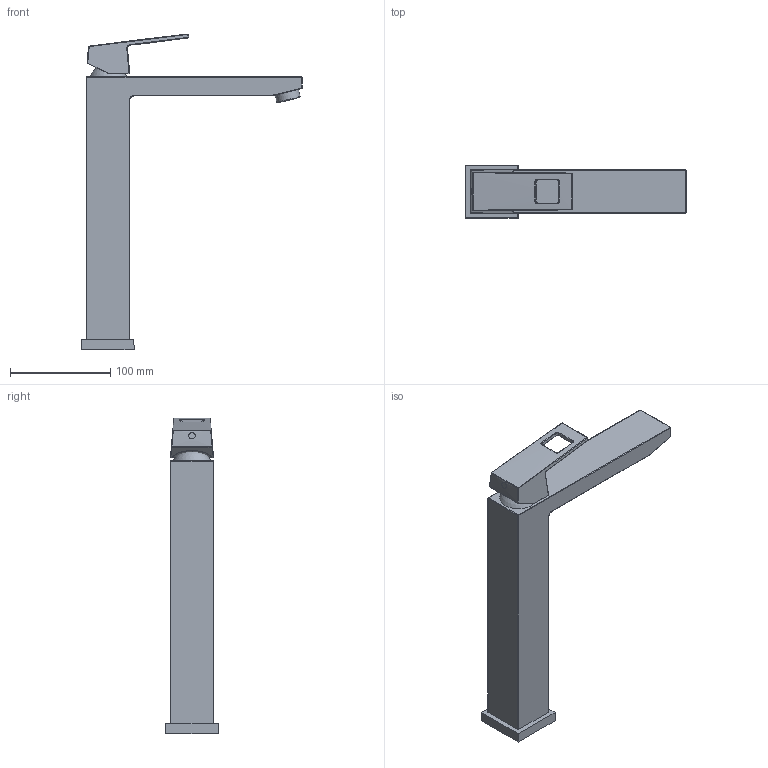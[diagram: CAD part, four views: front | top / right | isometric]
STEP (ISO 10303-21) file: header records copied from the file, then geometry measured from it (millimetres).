
FILE_DESCRIPTION(/* description */ ('Unknown'),/* implementation_level */ '2;1');
FILE_NAME(/* name */ '23406000',/* time_stamp */ '2022-08-29T09:03:19+02:00',/* author */ ('Unknown'),/* organization */ ('GROHE AG'),/* preprocessor_version */ 'ST-DEVELOPER v16.7',/* originating_system */ 'DEX',/* authorisation */ $);
FILE_SCHEMA (('AUTOMOTIVE_DESIGN {1 0 10303 214 3 1 1}'));
Length unit declared in the file: millimetre
Products named in the file (4): 23406000; id47; 401809
Assembly tree (3 placements, depth 2):
  23406000
    23406000
    id47
    401809
Bounding box: 219.48 x 52 x 314.7 mm (x, y, z)
Volume: 26949.3 mm3; surface area: 88535.7 mm2
Topology: 1 solids, 6 shells, 99 faces, 293 edges, 181 vertices
Faces by surface type: cylinder 40, plane 24, bspline 23, torus 9, sphere 2, cone 1
Full cylindrical faces by diameter (mm): 23.87 x1
Entity records: 4777 total; most frequent: CARTESIAN_POINT 1773, ORIENTED_EDGE 466, DIRECTION 396, EDGE_CURVE 287, VERTEX_POINT 192, AXIS2_PLACEMENT_3D 160, B_SPLINE_CURVE_WITH_KNOTS 126, FACE_BOUND 121
